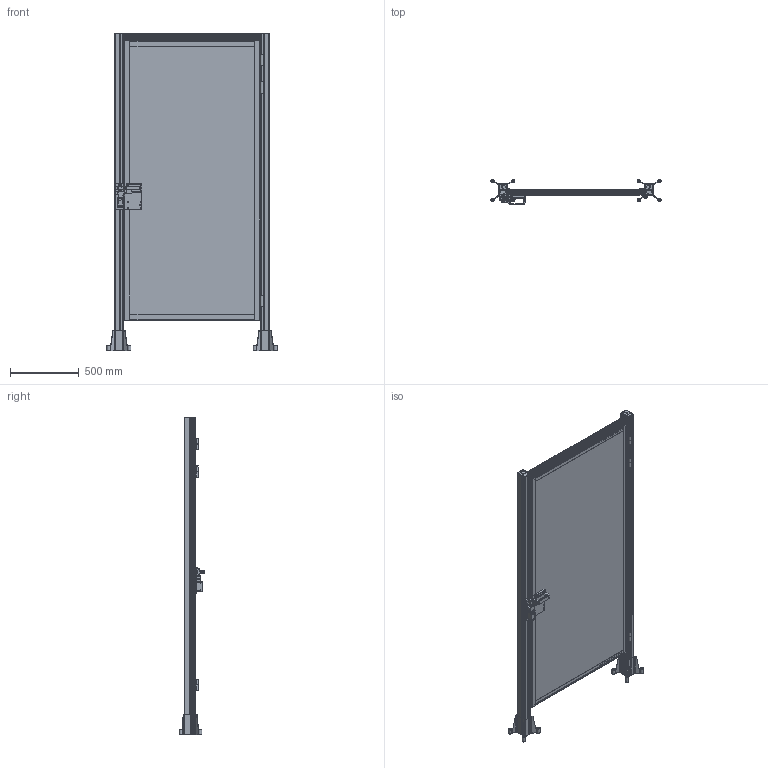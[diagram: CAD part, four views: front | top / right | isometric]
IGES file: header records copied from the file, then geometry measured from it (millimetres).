
Global section: file name: No Iges File Name specified; native system: Autodesk Inventor 2012; preprocessor: AutoDesk Inventor Iges Exporter R2012; author: marina kaa; date: 20121124.105544; units: millimetre
Bounding box: 1233.97 x 184.57 x 2304 mm (x, y, z)
Volume: 18260259.9 mm3; surface area: 13102578 mm2
Topology: 26 solids, 37 shells, 2743 faces, 8066 edges, 5285 vertices
Faces by surface type: plane 1493, revolution 675, cylinder 410, cone 107, sphere 44, torus 8, bspline 6
Full cylindrical faces by diameter (mm): 5 x4, 6 x7, 7.8 x6, 7.9 x6, 8 x3, 8.5 x4, 9.8 x1, 10 x6, 11.8 x6, 13 x2, 14 x2, 20 x3
